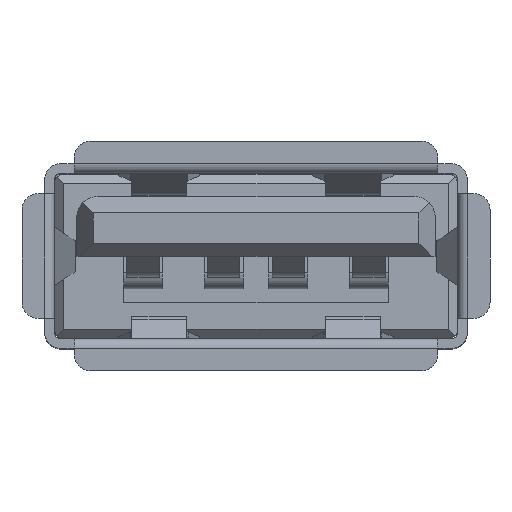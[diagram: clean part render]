
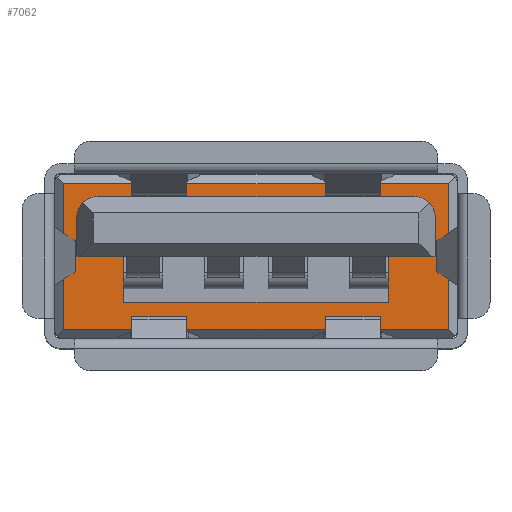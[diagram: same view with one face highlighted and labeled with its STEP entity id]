
A CAD part, top view. The second image highlights one B-rep face of the part: STEP entity #7062.
In plain terms, the highlighted face is planar.
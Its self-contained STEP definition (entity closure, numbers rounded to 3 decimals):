
#85 = CARTESIAN_POINT ( 'NONE',  ( 0., -4.8, 0. ) ) ;
#114 = CARTESIAN_POINT ( 'NONE',  ( 0., -1.35, 11.16 ) ) ;
#115 = LINE ( 'NONE', #3399, #3760 ) ;
#287 = EDGE_CURVE ( 'NONE', #14853, #18651, #18083, .T. ) ;
#509 = ORIENTED_EDGE ( 'NONE', *, *, #9415, .T. ) ;
#537 = VERTEX_POINT ( 'NONE', #1664 ) ;
#768 = LINE ( 'NONE', #14549, #5163 ) ;
#944 = EDGE_CURVE ( 'NONE', #5543, #7355, #3127, .T. ) ;
#1141 = VECTOR ( 'NONE', #18300, 1000. ) ;
#1394 = CARTESIAN_POINT ( 'NONE',  ( 0., -2.55, 2.15 ) ) ;
#1406 = CARTESIAN_POINT ( 'NONE',  ( 0., -2.55, 0.7 ) ) ;
#1565 = ORIENTED_EDGE ( 'NONE', *, *, #6786, .F. ) ;
#1664 = CARTESIAN_POINT ( 'NONE',  ( 0., -4.8, 12.2 ) ) ;
#1709 = DIRECTION ( 'NONE',  ( -1., 0., 0. ) ) ;
#1990 = CARTESIAN_POINT ( 'NONE',  ( 0., 0., 2.15 ) ) ;
#2006 = VECTOR ( 'NONE', #9131, 1000. ) ;
#2309 = CARTESIAN_POINT ( 'NONE',  ( 0., -1.35, 1.34 ) ) ;
#2417 = FACE_BOUND ( 'NONE', #10195, .T. ) ;
#2578 = CARTESIAN_POINT ( 'NONE',  ( 0., 0., 11.8 ) ) ;
#2810 = VECTOR ( 'NONE', #10388, 1000. ) ;
#2913 = ORIENTED_EDGE ( 'NONE', *, *, #944, .T. ) ;
#3095 = VERTEX_POINT ( 'NONE', #15771 ) ;
#3109 = VERTEX_POINT ( 'NONE', #17580 ) ;
#3127 = LINE ( 'NONE', #10613, #6899 ) ;
#3399 = CARTESIAN_POINT ( 'NONE',  ( 0., -2.55, 11.8 ) ) ;
#3439 = VERTEX_POINT ( 'NONE', #14448 ) ;
#3616 = EDGE_CURVE ( 'NONE', #537, #3095, #18059, .T. ) ;
#3727 = CARTESIAN_POINT ( 'NONE',  ( 0., 0., 0. ) ) ;
#3760 = VECTOR ( 'NONE', #17012, 1000. ) ;
#3861 = ORIENTED_EDGE ( 'NONE', *, *, #287, .F. ) ;
#4256 = EDGE_CURVE ( 'NONE', #4701, #7355, #16327, .T. ) ;
#4345 = CARTESIAN_POINT ( 'NONE',  ( 0., 0., 12.2 ) ) ;
#4639 = EDGE_CURVE ( 'NONE', #18651, #4701, #768, .T. ) ;
#4701 = VERTEX_POINT ( 'NONE', #10139 ) ;
#4869 = DIRECTION ( 'NONE',  ( 0., 0., 1. ) ) ;
#5163 = VECTOR ( 'NONE', #5456, 1000. ) ;
#5456 = DIRECTION ( 'NONE',  ( 0., 0., -1. ) ) ;
#5543 = VERTEX_POINT ( 'NONE', #1406 ) ;
#5662 = EDGE_CURVE ( 'NONE', #3439, #12311, #10675, .T. ) ;
#5884 = LINE ( 'NONE', #2578, #9133 ) ;
#6548 = CARTESIAN_POINT ( 'NONE',  ( 0., 0., 10.35 ) ) ;
#6728 = FACE_OUTER_BOUND ( 'NONE', #14752, .T. ) ;
#6743 = DIRECTION ( 'NONE',  ( 0., -1., 0. ) ) ;
#6786 = EDGE_CURVE ( 'NONE', #3109, #11310, #115, .T. ) ;
#6899 = VECTOR ( 'NONE', #18238, 1000. ) ;
#7062 = ADVANCED_FACE ( 'NONE', ( #2417, #6728 ), #18933, .T. ) ;
#7074 = DIRECTION ( 'NONE',  ( 0., -1., 0. ) ) ;
#7139 = DIRECTION ( 'NONE',  ( 0., 0., -1. ) ) ;
#7178 = EDGE_CURVE ( 'NONE', #5543, #11932, #18025, .T. ) ;
#7341 = VECTOR ( 'NONE', #10419, 1000. ) ;
#7355 = VERTEX_POINT ( 'NONE', #15198 ) ;
#7974 = EDGE_CURVE ( 'NONE', #19359, #11932, #15683, .T. ) ;
#8310 = ORIENTED_EDGE ( 'NONE', *, *, #5662, .T. ) ;
#8478 = ORIENTED_EDGE ( 'NONE', *, *, #4256, .F. ) ;
#8497 = DIRECTION ( 'NONE',  ( 0., 0., 1. ) ) ;
#8534 = AXIS2_PLACEMENT_3D ( 'NONE', #3727, #14421, #8497 ) ;
#9021 = LINE ( 'NONE', #18145, #19458 ) ;
#9055 = CARTESIAN_POINT ( 'NONE',  ( 0., -1.35, 11.8 ) ) ;
#9131 = DIRECTION ( 'NONE',  ( 0., 0., -1. ) ) ;
#9133 = VECTOR ( 'NONE', #7074, 1000. ) ;
#9276 = EDGE_CURVE ( 'NONE', #14853, #11310, #5884, .T. ) ;
#9280 = AXIS2_PLACEMENT_3D ( 'NONE', #2309, #19113, #15800 ) ;
#9415 = EDGE_CURVE ( 'NONE', #12311, #537, #18181, .T. ) ;
#9917 = ORIENTED_EDGE ( 'NONE', *, *, #10674, .T. ) ;
#9976 = VECTOR ( 'NONE', #6743, 1000. ) ;
#10139 = CARTESIAN_POINT ( 'NONE',  ( 0., -0.71, 1.34 ) ) ;
#10195 = EDGE_LOOP ( 'NONE', ( #15505, #9917, #11216, #17938, #2913, #8478, #17698, #3861, #16648, #1565 ) ) ;
#10388 = DIRECTION ( 'NONE',  ( 0., 0., 1. ) ) ;
#10419 = DIRECTION ( 'NONE',  ( 0., 1., 0. ) ) ;
#10613 = CARTESIAN_POINT ( 'NONE',  ( 0., 0., 0.7 ) ) ;
#10674 = EDGE_CURVE ( 'NONE', #11515, #19359, #9021, .T. ) ;
#10675 = LINE ( 'NONE', #12274, #1141 ) ;
#10815 = CARTESIAN_POINT ( 'NONE',  ( 0., -4.8, 0.3 ) ) ;
#11216 = ORIENTED_EDGE ( 'NONE', *, *, #7974, .T. ) ;
#11310 = VERTEX_POINT ( 'NONE', #14126 ) ;
#11515 = VERTEX_POINT ( 'NONE', #15302 ) ;
#11932 = VERTEX_POINT ( 'NONE', #1394 ) ;
#12052 = ORIENTED_EDGE ( 'NONE', *, *, #16407, .T. ) ;
#12144 = LINE ( 'NONE', #18359, #2006 ) ;
#12274 = CARTESIAN_POINT ( 'NONE',  ( 0., 0., 0.3 ) ) ;
#12311 = VERTEX_POINT ( 'NONE', #10815 ) ;
#13357 = VECTOR ( 'NONE', #14182, 1000. ) ;
#13410 = CARTESIAN_POINT ( 'NONE',  ( 0., -2.55, 11.8 ) ) ;
#14126 = CARTESIAN_POINT ( 'NONE',  ( 0., -2.55, 11.8 ) ) ;
#14182 = DIRECTION ( 'NONE',  ( 0., 1., 0. ) ) ;
#14421 = DIRECTION ( 'NONE',  ( -1., 0., 0. ) ) ;
#14448 = CARTESIAN_POINT ( 'NONE',  ( 0., -0.3, 0.3 ) ) ;
#14549 = CARTESIAN_POINT ( 'NONE',  ( 0., -0.71, 0.7 ) ) ;
#14752 = EDGE_LOOP ( 'NONE', ( #509, #18116, #12052, #8310 ) ) ;
#14853 = VERTEX_POINT ( 'NONE', #9055 ) ;
#15180 = CARTESIAN_POINT ( 'NONE',  ( 0., -3.97, 2.15 ) ) ;
#15198 = CARTESIAN_POINT ( 'NONE',  ( 0., -1.35, 0.7 ) ) ;
#15302 = CARTESIAN_POINT ( 'NONE',  ( 0., -3.97, 10.35 ) ) ;
#15505 = ORIENTED_EDGE ( 'NONE', *, *, #16512, .T. ) ;
#15533 = CARTESIAN_POINT ( 'NONE',  ( 0., -0.71, 11.16 ) ) ;
#15683 = LINE ( 'NONE', #1990, #13357 ) ;
#15771 = CARTESIAN_POINT ( 'NONE',  ( 0., -0.3, 12.2 ) ) ;
#15800 = DIRECTION ( 'NONE',  ( 0., 0., 1. ) ) ;
#16162 = AXIS2_PLACEMENT_3D ( 'NONE', #114, #1709, #18504 ) ;
#16327 = CIRCLE ( 'NONE', #9280, 0.64 ) ;
#16407 = EDGE_CURVE ( 'NONE', #3095, #3439, #12144, .T. ) ;
#16512 = EDGE_CURVE ( 'NONE', #3109, #11515, #17358, .T. ) ;
#16648 = ORIENTED_EDGE ( 'NONE', *, *, #9276, .T. ) ;
#16860 = VECTOR ( 'NONE', #4869, 1000. ) ;
#17012 = DIRECTION ( 'NONE',  ( 0., 0., 1. ) ) ;
#17358 = LINE ( 'NONE', #6548, #9976 ) ;
#17580 = CARTESIAN_POINT ( 'NONE',  ( 0., -2.55, 10.35 ) ) ;
#17698 = ORIENTED_EDGE ( 'NONE', *, *, #4639, .F. ) ;
#17938 = ORIENTED_EDGE ( 'NONE', *, *, #7178, .F. ) ;
#18025 = LINE ( 'NONE', #13410, #2810 ) ;
#18059 = LINE ( 'NONE', #4345, #7341 ) ;
#18083 = CIRCLE ( 'NONE', #16162, 0.64 ) ;
#18116 = ORIENTED_EDGE ( 'NONE', *, *, #3616, .T. ) ;
#18145 = CARTESIAN_POINT ( 'NONE',  ( 0., -3.97, 0. ) ) ;
#18181 = LINE ( 'NONE', #85, #16860 ) ;
#18238 = DIRECTION ( 'NONE',  ( 0., 1., 0. ) ) ;
#18300 = DIRECTION ( 'NONE',  ( 0., -1., 0. ) ) ;
#18359 = CARTESIAN_POINT ( 'NONE',  ( 0., -0.3, 0. ) ) ;
#18504 = DIRECTION ( 'NONE',  ( 0., 0., 1. ) ) ;
#18651 = VERTEX_POINT ( 'NONE', #15533 ) ;
#18933 = PLANE ( 'NONE',  #8534 ) ;
#19113 = DIRECTION ( 'NONE',  ( -1., 0., 0. ) ) ;
#19359 = VERTEX_POINT ( 'NONE', #15180 ) ;
#19458 = VECTOR ( 'NONE', #7139, 1000. ) ;
